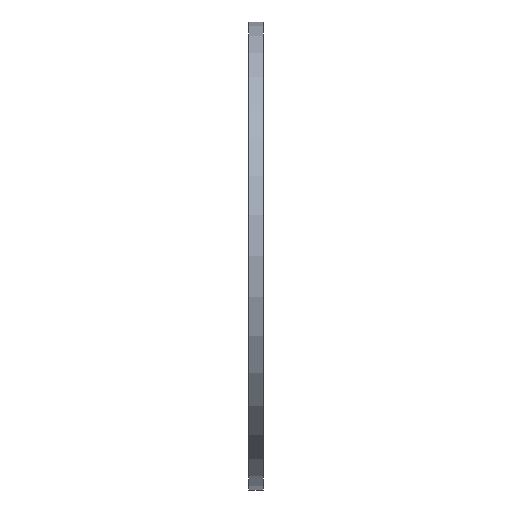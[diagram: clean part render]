
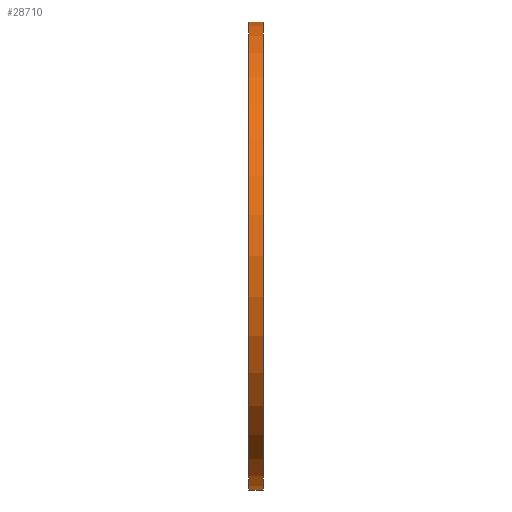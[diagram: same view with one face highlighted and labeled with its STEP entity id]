
A CAD part, front view. The second image highlights one B-rep face of the part: STEP entity #28710.
In plain terms, the highlighted cylindrical face has radius 50.775 mm (diameter 101.549 mm), a partial arc.
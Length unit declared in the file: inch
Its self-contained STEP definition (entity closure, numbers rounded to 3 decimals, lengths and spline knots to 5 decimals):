
#126=CARTESIAN_POINT('',(-0.0625,0.,0.));
#127=DIRECTION('',(1.,0.,0.));
#128=DIRECTION('',(0.,0.,1.));
#129=AXIS2_PLACEMENT_3D('',#126,#127,#128);
#7043=DIRECTION('',(1.,0.,0.));
#7044=VECTOR('',#7043,0.125);
#7045=CARTESIAN_POINT('',(-0.0625,0.,-1.999));
#7046=LINE('',#7045,#7044);
#7047=DIRECTION('',(1.,0.,0.));
#7048=VECTOR('',#7047,0.125);
#7049=CARTESIAN_POINT('',(-0.0625,0.,1.999));
#7050=LINE('',#7049,#7048);
#7056=CARTESIAN_POINT('',(0.0625,0.,0.));
#7057=DIRECTION('',(1.,0.,0.));
#7058=DIRECTION('',(0.,0.,1.));
#7059=AXIS2_PLACEMENT_3D('',#7056,#7057,#7058);
#21317=CARTESIAN_POINT('',(-0.0625,0.,-1.999));
#21318=CARTESIAN_POINT('',(-0.0625,0.,1.999));
#21319=VERTEX_POINT('',#21317);
#21320=VERTEX_POINT('',#21318);
#21321=CARTESIAN_POINT('',(0.0625,0.,-1.999));
#21322=CARTESIAN_POINT('',(0.0625,0.,1.999));
#21323=VERTEX_POINT('',#21321);
#21324=VERTEX_POINT('',#21322);
#28698=CARTESIAN_POINT('',(-0.0625,0.,0.));
#28699=DIRECTION('',(1.,0.,0.));
#28700=DIRECTION('',(0.,0.,-1.));
#28701=AXIS2_PLACEMENT_3D('',#28698,#28699,#28700);
#28702=CYLINDRICAL_SURFACE('',#28701,1.999);
#28703=ORIENTED_EDGE('',*,*,#26084,.F.);
#28704=ORIENTED_EDGE('',*,*,#28693,.T.);
#28706=ORIENTED_EDGE('',*,*,#28705,.T.);
#28707=ORIENTED_EDGE('',*,*,#28689,.F.);
#28708=EDGE_LOOP('',(#28703,#28704,#28706,#28707));
#28709=FACE_OUTER_BOUND('',#28708,.F.);
#130=CIRCLE('',#129,1.999);
#7060=CIRCLE('',#7059,1.999);
#26084=EDGE_CURVE('',#21320,#21319,#130,.T.);
#28689=EDGE_CURVE('',#21319,#21323,#7046,.T.);
#28693=EDGE_CURVE('',#21320,#21324,#7050,.T.);
#28705=EDGE_CURVE('',#21324,#21323,#7060,.T.);
#28710=ADVANCED_FACE('',(#28709),#28702,.T.);
